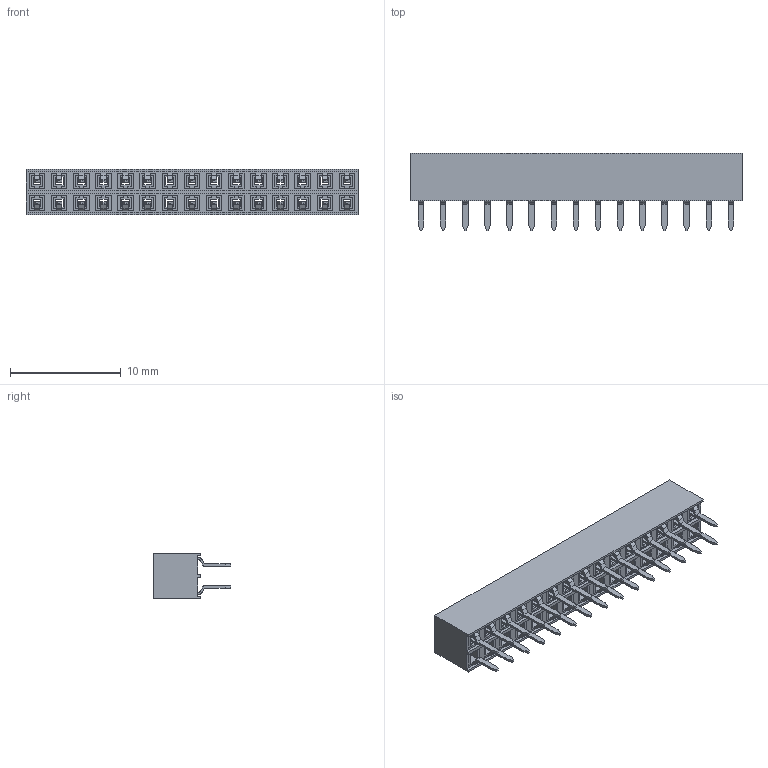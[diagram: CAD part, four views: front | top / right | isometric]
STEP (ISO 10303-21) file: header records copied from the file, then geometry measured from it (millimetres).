
FILE_DESCRIPTION (( 'STEP AP214' ), '1' );
FILE_NAME ('FF672E89-C130-4982-89C2-6258ABF21BBE.STEP', '2025-04-24T07:49:40', ( '' ), ( '' ), 'SwSTEP 2.0', 'SolidWorks 2022', '' );
FILE_SCHEMA (( 'AUTOMOTIVE_DESIGN' ));
Length unit declared in the file: millimetre
Products named in the file (1): FF672E89-C130-4982-89C2-6258ABF21BBE
Bounding box: 30 x 7 x 4.1 mm (x, y, z)
Volume: 371.8 mm3; surface area: 2179.1 mm2
Topology: 31 solids, 31 shells, 1214 faces, 3246 edges, 2124 vertices
Faces by surface type: plane 1124, cylinder 90
Entity records: 37474 total; most frequent: CARTESIAN_POINT 6585, ORIENTED_EDGE 6492, DIRECTION 5856, EDGE_CURVE 3246, LINE 3066, VECTOR 3066, VERTEX_POINT 2124, AXIS2_PLACEMENT_3D 1395
